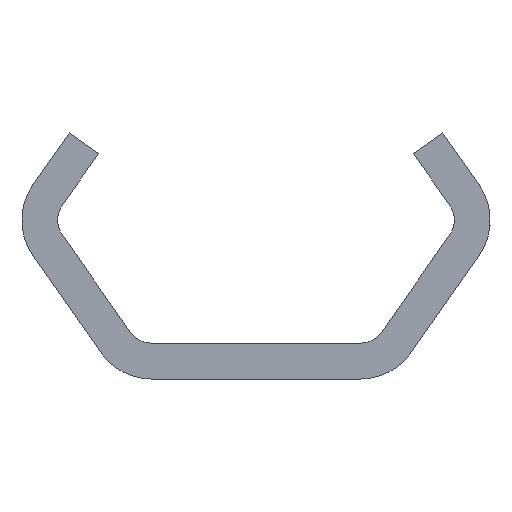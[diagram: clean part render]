
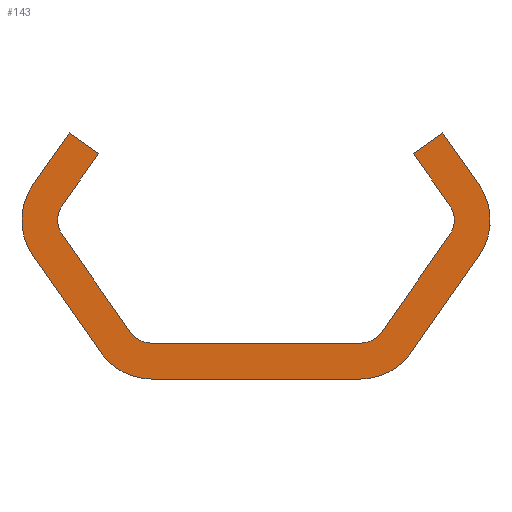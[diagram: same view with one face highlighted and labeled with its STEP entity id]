
A CAD part, left-side view. The second image highlights one B-rep face of the part: STEP entity #143.
In plain terms, the highlighted planar face has unit normal (-1, 0, 0).
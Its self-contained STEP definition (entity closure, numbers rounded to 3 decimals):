
#143 = ADVANCED_FACE( '', ( #250 ), #251, .F. );
#250 = FACE_OUTER_BOUND( '', #415, .T. );
#251 = PLANE( '', #416 );
#415 = EDGE_LOOP( '', ( #706, #707, #708, #709, #710, #711, #712, #713, #714, #715, #716, #717, #718, #719, #720, #721, #722, #723, #724, #725 ) );
#416 = AXIS2_PLACEMENT_3D( '', #726, #727, #728 );
#706 = ORIENTED_EDGE( '', *, *, #1151, .F. );
#707 = ORIENTED_EDGE( '', *, *, #1272, .F. );
#708 = ORIENTED_EDGE( '', *, *, #1273, .T. );
#709 = ORIENTED_EDGE( '', *, *, #1274, .F. );
#710 = ORIENTED_EDGE( '', *, *, #1275, .T. );
#711 = ORIENTED_EDGE( '', *, *, #1258, .F. );
#712 = ORIENTED_EDGE( '', *, *, #1276, .T. );
#713 = ORIENTED_EDGE( '', *, *, #1277, .F. );
#714 = ORIENTED_EDGE( '', *, *, #1278, .T. );
#715 = ORIENTED_EDGE( '', *, *, #1279, .F. );
#716 = ORIENTED_EDGE( '', *, *, #1280, .F. );
#717 = ORIENTED_EDGE( '', *, *, #1281, .F. );
#718 = ORIENTED_EDGE( '', *, *, #1282, .F. );
#719 = ORIENTED_EDGE( '', *, *, #1283, .F. );
#720 = ORIENTED_EDGE( '', *, *, #1284, .F. );
#721 = ORIENTED_EDGE( '', *, *, #1208, .F. );
#722 = ORIENTED_EDGE( '', *, *, #1285, .F. );
#723 = ORIENTED_EDGE( '', *, *, #1286, .F. );
#724 = ORIENTED_EDGE( '', *, *, #1269, .F. );
#725 = ORIENTED_EDGE( '', *, *, #1266, .F. );
#726 = CARTESIAN_POINT( '', ( 0., -16.85, 0. ) );
#727 = DIRECTION( '', ( 1., 0., 0. ) );
#728 = DIRECTION( '', ( 0., 0., -1. ) );
#1151 = EDGE_CURVE( '', #1355, #1356, #1357, .T. );
#1208 = EDGE_CURVE( '', #1467, #1468, #1469, .T. );
#1258 = EDGE_CURVE( '', #1566, #1567, #1568, .T. );
#1266 = EDGE_CURVE( '', #1356, #1578, #1579, .T. );
#1269 = EDGE_CURVE( '', #1578, #1583, #1584, .T. );
#1272 = EDGE_CURVE( '', #1588, #1355, #1589, .T. );
#1273 = EDGE_CURVE( '', #1588, #1590, #1591, .T. );
#1274 = EDGE_CURVE( '', #1592, #1590, #1593, .T. );
#1275 = EDGE_CURVE( '', #1592, #1567, #1594, .T. );
#1276 = EDGE_CURVE( '', #1566, #1595, #1596, .T. );
#1277 = EDGE_CURVE( '', #1597, #1595, #1598, .T. );
#1278 = EDGE_CURVE( '', #1597, #1599, #1600, .T. );
#1279 = EDGE_CURVE( '', #1601, #1599, #1602, .T. );
#1280 = EDGE_CURVE( '', #1603, #1601, #1604, .T. );
#1281 = EDGE_CURVE( '', #1605, #1603, #1606, .T. );
#1282 = EDGE_CURVE( '', #1607, #1605, #1608, .T. );
#1283 = EDGE_CURVE( '', #1609, #1607, #1610, .T. );
#1284 = EDGE_CURVE( '', #1468, #1609, #1611, .T. );
#1285 = EDGE_CURVE( '', #1612, #1467, #1613, .T. );
#1286 = EDGE_CURVE( '', #1583, #1612, #1614, .T. );
#1355 = VERTEX_POINT( '', #1695 );
#1356 = VERTEX_POINT( '', #1696 );
#1357 = LINE( '', #1697, #1698 );
#1467 = VERTEX_POINT( '', #1839 );
#1468 = VERTEX_POINT( '', #1840 );
#1469 = LINE( '', #1841, #1842 );
#1566 = VERTEX_POINT( '', #1965 );
#1567 = VERTEX_POINT( '', #1966 );
#1568 = LINE( '', #1967, #1968 );
#1578 = VERTEX_POINT( '', #1985 );
#1579 = LINE( '', #1986, #1987 );
#1583 = VERTEX_POINT( '', #1993 );
#1584 = CIRCLE( '', #1994, 6. );
#1588 = VERTEX_POINT( '', #1999 );
#1589 = LINE( '', #2000, #2001 );
#1590 = VERTEX_POINT( '', #2002 );
#1591 = CIRCLE( '', #2003, 2.5 );
#1592 = VERTEX_POINT( '', #2004 );
#1593 = LINE( '', #2005, #2006 );
#1594 = CIRCLE( '', #2007, 2.5 );
#1595 = VERTEX_POINT( '', #2008 );
#1596 = CIRCLE( '', #2009, 2.5 );
#1597 = VERTEX_POINT( '', #2010 );
#1598 = LINE( '', #2011, #2012 );
#1599 = VERTEX_POINT( '', #2013 );
#1600 = CIRCLE( '', #2014, 2.5 );
#1601 = VERTEX_POINT( '', #2015 );
#1602 = LINE( '', #2016, #2017 );
#1603 = VERTEX_POINT( '', #2018 );
#1604 = LINE( '', #2019, #2020 );
#1605 = VERTEX_POINT( '', #2021 );
#1606 = LINE( '', #2022, #2023 );
#1607 = VERTEX_POINT( '', #2024 );
#1608 = CIRCLE( '', #2025, 6. );
#1609 = VERTEX_POINT( '', #2026 );
#1610 = LINE( '', #2027, #2028 );
#1611 = CIRCLE( '', #2029, 6. );
#1612 = VERTEX_POINT( '', #2030 );
#1613 = CIRCLE( '', #2031, 6. );
#1614 = LINE( '', #2032, #2033 );
#1695 = CARTESIAN_POINT( '', ( 0., -15.356, 6.492 ) );
#1696 = CARTESIAN_POINT( '', ( 0., -18.223, 8.5 ) );
#1697 = CARTESIAN_POINT( '', ( 0., -15.356, 6.492 ) );
#1698 = VECTOR( '', #2175, 1000. );
#1839 = CARTESIAN_POINT( '', ( 0., -10.198, -15.5 ) );
#1840 = CARTESIAN_POINT( '', ( 0., 10.198, -15.5 ) );
#1841 = CARTESIAN_POINT( '', ( 0., -10.198, -15.5 ) );
#1842 = VECTOR( '', #2282, 1000. );
#1965 = CARTESIAN_POINT( '', ( 0., 10.198, -12. ) );
#1966 = CARTESIAN_POINT( '', ( 0., -10.198, -12. ) );
#1967 = CARTESIAN_POINT( '', ( 0., 10.198, -12. ) );
#1968 = VECTOR( '', #2378, 1000. );
#1985 = CARTESIAN_POINT( '', ( 0., -21.765, 3.441 ) );
#1986 = CARTESIAN_POINT( '', ( 0., -18.223, 8.5 ) );
#1987 = VECTOR( '', #2386, 1000. );
#1993 = CARTESIAN_POINT( '', ( 0., -21.765, -3.441 ) );
#1994 = AXIS2_PLACEMENT_3D( '', #2389, #2390, #2391 );
#1999 = CARTESIAN_POINT( '', ( 0., -18.898, 1.434 ) );
#2000 = CARTESIAN_POINT( '', ( 0., -18.898, 1.434 ) );
#2001 = VECTOR( '', #2396, 1000. );
#2002 = CARTESIAN_POINT( '', ( 0., -18.898, -1.434 ) );
#2003 = AXIS2_PLACEMENT_3D( '', #2397, #2398, #2399 );
#2004 = CARTESIAN_POINT( '', ( 0., -12.246, -10.934 ) );
#2005 = CARTESIAN_POINT( '', ( 0., -12.246, -10.934 ) );
#2006 = VECTOR( '', #2400, 1000. );
#2007 = AXIS2_PLACEMENT_3D( '', #2401, #2402, #2403 );
#2008 = CARTESIAN_POINT( '', ( 0., 12.246, -10.934 ) );
#2009 = AXIS2_PLACEMENT_3D( '', #2404, #2405, #2406 );
#2010 = CARTESIAN_POINT( '', ( 0., 18.898, -1.434 ) );
#2011 = CARTESIAN_POINT( '', ( 0., 18.898, -1.434 ) );
#2012 = VECTOR( '', #2407, 1000. );
#2013 = CARTESIAN_POINT( '', ( 0., 18.898, 1.434 ) );
#2014 = AXIS2_PLACEMENT_3D( '', #2408, #2409, #2410 );
#2015 = CARTESIAN_POINT( '', ( 0., 15.356, 6.492 ) );
#2016 = CARTESIAN_POINT( '', ( 0., 15.356, 6.492 ) );
#2017 = VECTOR( '', #2411, 1000. );
#2018 = CARTESIAN_POINT( '', ( 0., 18.223, 8.5 ) );
#2019 = CARTESIAN_POINT( '', ( 0., 18.223, 8.5 ) );
#2020 = VECTOR( '', #2412, 1000. );
#2021 = CARTESIAN_POINT( '', ( 0., 21.765, 3.441 ) );
#2022 = CARTESIAN_POINT( '', ( 0., 21.765, 3.441 ) );
#2023 = VECTOR( '', #2413, 1000. );
#2024 = CARTESIAN_POINT( '', ( 0., 21.765, -3.441 ) );
#2025 = AXIS2_PLACEMENT_3D( '', #2414, #2415, #2416 );
#2026 = CARTESIAN_POINT( '', ( 0., 15.113, -12.941 ) );
#2027 = CARTESIAN_POINT( '', ( 0., 15.113, -12.941 ) );
#2028 = VECTOR( '', #2417, 1000. );
#2029 = AXIS2_PLACEMENT_3D( '', #2418, #2419, #2420 );
#2030 = CARTESIAN_POINT( '', ( 0., -15.113, -12.941 ) );
#2031 = AXIS2_PLACEMENT_3D( '', #2421, #2422, #2423 );
#2032 = CARTESIAN_POINT( '', ( 0., -21.765, -3.441 ) );
#2033 = VECTOR( '', #2424, 1000. );
#2175 = DIRECTION( '', ( 0., -0.819, 0.574 ) );
#2282 = DIRECTION( '', ( 0., 1., 0. ) );
#2378 = DIRECTION( '', ( 0., -1., 0. ) );
#2386 = DIRECTION( '', ( 0., -0.574, -0.819 ) );
#2389 = CARTESIAN_POINT( '', ( 0., -16.85, 0. ) );
#2390 = DIRECTION( '', ( 1., 0., 0. ) );
#2391 = DIRECTION( '', ( 0., 0., -1. ) );
#2396 = DIRECTION( '', ( 0., 0.574, 0.819 ) );
#2397 = CARTESIAN_POINT( '', ( 0., -16.85, 0. ) );
#2398 = DIRECTION( '', ( 1., 0., 0. ) );
#2399 = DIRECTION( '', ( 0., 0., -1. ) );
#2400 = DIRECTION( '', ( 0., -0.574, 0.819 ) );
#2401 = CARTESIAN_POINT( '', ( 0., -10.198, -9.5 ) );
#2402 = DIRECTION( '', ( 1., 0., 0. ) );
#2403 = DIRECTION( '', ( 0., 0., -1. ) );
#2404 = CARTESIAN_POINT( '', ( 0., 10.198, -9.5 ) );
#2405 = DIRECTION( '', ( 1., 0., 0. ) );
#2406 = DIRECTION( '', ( 0., 0., -1. ) );
#2407 = DIRECTION( '', ( 0., -0.574, -0.819 ) );
#2408 = CARTESIAN_POINT( '', ( 0., 16.85, 0. ) );
#2409 = DIRECTION( '', ( 1., 0., 0. ) );
#2410 = DIRECTION( '', ( 0., 0., -1. ) );
#2411 = DIRECTION( '', ( 0., 0.574, -0.819 ) );
#2412 = DIRECTION( '', ( 0., -0.819, -0.574 ) );
#2413 = DIRECTION( '', ( 0., -0.574, 0.819 ) );
#2414 = CARTESIAN_POINT( '', ( 0., 16.85, 0. ) );
#2415 = DIRECTION( '', ( 1., 0., 0. ) );
#2416 = DIRECTION( '', ( 0., 0., -1. ) );
#2417 = DIRECTION( '', ( 0., 0.574, 0.819 ) );
#2418 = CARTESIAN_POINT( '', ( 0., 10.198, -9.5 ) );
#2419 = DIRECTION( '', ( 1., 0., 0. ) );
#2420 = DIRECTION( '', ( 0., 0., -1. ) );
#2421 = CARTESIAN_POINT( '', ( 0., -10.198, -9.5 ) );
#2422 = DIRECTION( '', ( 1., 0., 0. ) );
#2423 = DIRECTION( '', ( 0., 0., -1. ) );
#2424 = DIRECTION( '', ( 0., 0.574, -0.819 ) );
